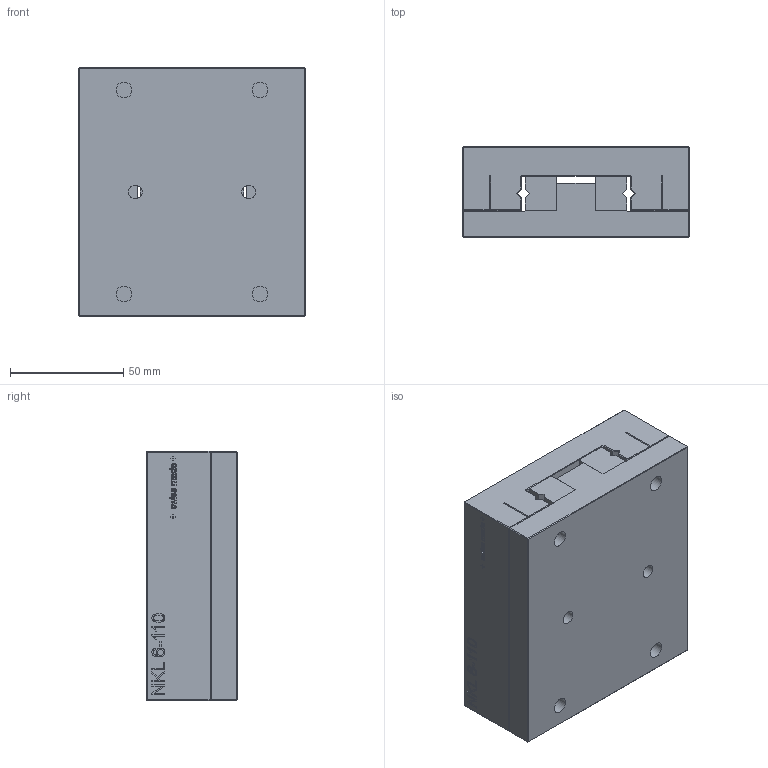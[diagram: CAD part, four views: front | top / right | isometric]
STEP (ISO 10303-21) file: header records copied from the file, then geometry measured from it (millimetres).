
FILE_DESCRIPTION(('FreeCAD Model'),'2;1');
FILE_NAME('NKL 6-110.step','2020-07-24T10:30:45',('Author'),( ''),'Open CASCADE STEP processor 6.8','FreeCAD','Unknown');
FILE_SCHEMA(('AUTOMOTIVE_DESIGN_CC2 { 1 2 10303 214 -1 1 5 4 }'));
Length unit declared in the file: millimetre
Products named in the file (3): ASSEMBLY; OT; UT
Assembly tree (2 placements, depth 2):
  ASSEMBLY
    OT
    UT
Bounding box: 100 x 40 x 110 mm (x, y, z)
Volume: 418406.7 mm3; surface area: 88273.4 mm2
Topology: 4 solids, 4 shells, 730 faces, 1965 edges, 1278 vertices
Faces by surface type: extrusion 386, plane 328, cylinder 12, cone 4
Full cylindrical faces by diameter (mm): 6 x4, 7 x4, 15 x4
Entity records: 48520 total; most frequent: CARTESIAN_POINT 11663, DIRECTION 5433, VECTOR 4617, LINE 4231, ORIENTED_EDGE 3930, PCURVE 3930, DEFINITIONAL_REPRESENTATION 3930, B_SPLINE_CURVE_WITH_KNOTS 1966
